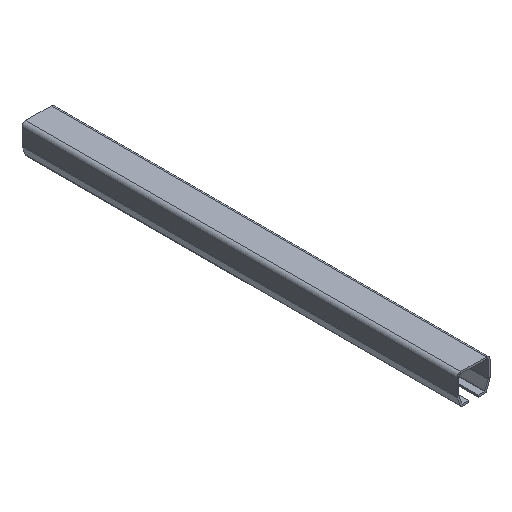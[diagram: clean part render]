
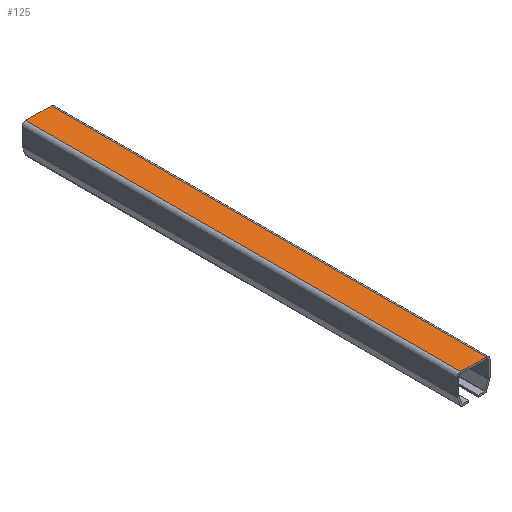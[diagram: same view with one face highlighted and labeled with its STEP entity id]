
A CAD part, isometric view. The second image highlights one B-rep face of the part: STEP entity #125.
In plain terms, the highlighted face is planar.
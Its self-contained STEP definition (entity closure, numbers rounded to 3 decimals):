
#125=ADVANCED_FACE('',(#239),#240,.F.);
#239=FACE_OUTER_BOUND('',#343,.T.);
#240=PLANE('',#344);
#343=EDGE_LOOP('',(#569,#570,#571,#572));
#344=AXIS2_PLACEMENT_3D('',#573,#574,#575);
#569=ORIENTED_EDGE('',*,*,#756,.T.);
#570=ORIENTED_EDGE('',*,*,#695,.F.);
#571=ORIENTED_EDGE('',*,*,#744,.F.);
#572=ORIENTED_EDGE('',*,*,#674,.T.);
#573=CARTESIAN_POINT('',(57.3,69.5,901.453));
#574=DIRECTION('',(0.,-1.,0.));
#575=DIRECTION('',(0.,0.,-1.));
#674=EDGE_CURVE('',#802,#800,#803,.T.);
#695=EDGE_CURVE('',#837,#832,#839,.T.);
#744=EDGE_CURVE('',#802,#837,#910,.T.);
#756=EDGE_CURVE('',#800,#832,#925,.T.);
#800=VERTEX_POINT('',#982);
#802=VERTEX_POINT('',#984);
#803=LINE('',#985,#986);
#832=VERTEX_POINT('',#1025);
#837=VERTEX_POINT('',#1031);
#839=LINE('',#1033,#1034);
#910=LINE('',#1130,#1131);
#925=LINE('',#1150,#1151);
#982=CARTESIAN_POINT('',(57.3,69.5,-154.271));
#984=CARTESIAN_POINT('',(57.3,69.5,901.453));
#985=CARTESIAN_POINT('',(57.3,69.5,901.453));
#986=VECTOR('',#1186,1.);
#1025=CARTESIAN_POINT('',(-3.7,69.5,-154.271));
#1031=CARTESIAN_POINT('',(-3.7,69.5,901.453));
#1033=CARTESIAN_POINT('',(-3.7,69.5,901.453));
#1034=VECTOR('',#1213,1.);
#1130=CARTESIAN_POINT('',(57.3,69.5,901.453));
#1131=VECTOR('',#1275,1.);
#1150=CARTESIAN_POINT('',(57.3,69.5,-154.271));
#1151=VECTOR('',#1289,1.);
#1186=DIRECTION('',(0.,0.,-1.));
#1213=DIRECTION('',(0.,0.,-1.));
#1275=DIRECTION('',(-1.,0.,0.));
#1289=DIRECTION('',(-1.,0.,0.));
